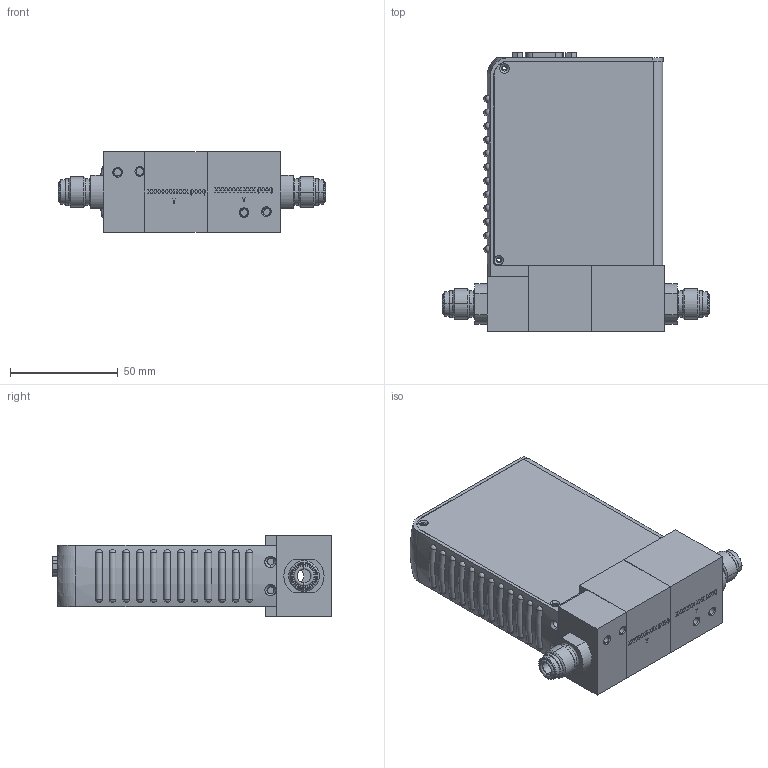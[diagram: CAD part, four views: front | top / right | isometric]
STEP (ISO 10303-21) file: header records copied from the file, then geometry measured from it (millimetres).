
FILE_DESCRIPTION (( 'STEP AP203' ), '1' );
FILE_NAME ('GF100-VX-GX.STEP', '2014-07-11T17:19:44', ( 'mrutkowski' ), ( 'Hewlett-Packard Company' ), 'SwSTEP 2.0', 'SolidWorks 2012', '' );
FILE_SCHEMA (( 'CONFIG_CONTROL_DESIGN' ));
Length unit declared in the file: inch
Products named in the file (1): GF100-VX-GX
Bounding box: 124.02 x 129.4 x 37.59 mm (x, y, z)
Surface area: 61731.3 mm2 (no closed solid volume)
Topology: 0 solids, 39 shells, 414 faces, 2107 edges, 1737 vertices
Faces by surface type: plane 174, cylinder 132, cone 42, torus 41, bspline 25
Entity records: 26702 total; most frequent: CARTESIAN_POINT 10077, DIRECTION 3332, ORIENTED_EDGE 2893, EDGE_CURVE 2107, VERTEX_POINT 1737, LINE 1364, VECTOR 1364, AXIS2_PLACEMENT_3D 984
